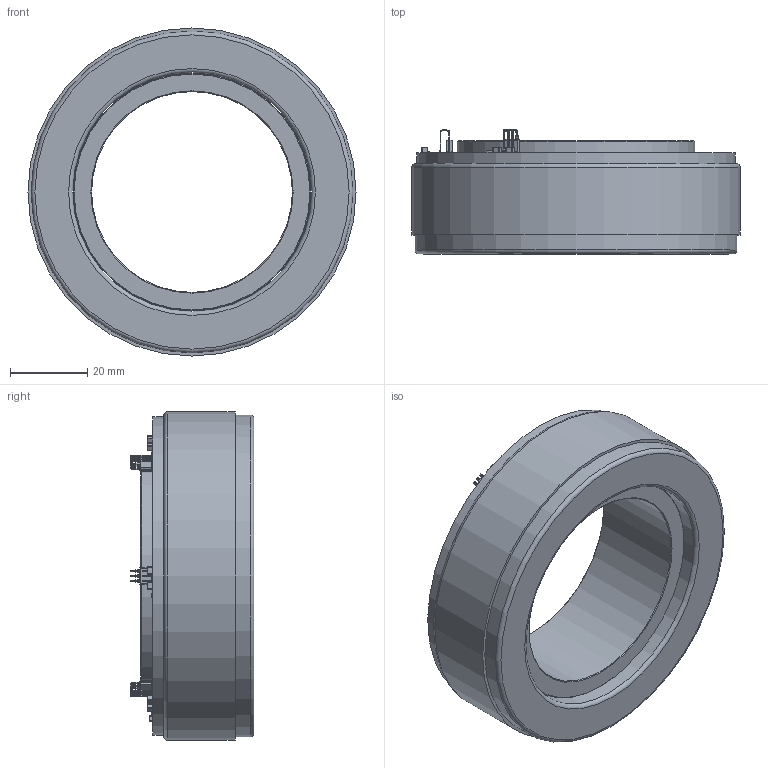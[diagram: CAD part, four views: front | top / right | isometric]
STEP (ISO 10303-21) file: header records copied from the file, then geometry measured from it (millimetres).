
FILE_DESCRIPTION(/* description */ (''),/* implementation_level */ '2;1');
FILE_NAME(/* name */ 'ATD 85x13.stp',/* time_stamp */ '2019-09-12T15:35:03+05:00',/* author */ ('KuvshinovDA'),/* organization */ (''),/* preprocessor_version */ 'ST-DEVELOPER v17',/* originating_system */ 'Autodesk Inventor 2019',/* authorisation */ '');
FILE_SCHEMA (('AUTOMOTIVE_DESIGN { 1 0 10303 214 3 1 1 }'));
Length unit declared in the file: millimetre
Products named in the file (25): ATD 85x13; ATD 8513_wh; ATD85-XX.SS.H.TS_3D; Board; R2; R5; DD1; WSON-6; R4; R3; R1; R0603; DA3; DA2; DA1; PG-SSO-3-2; C7; C0603; C6; C4; C3; C2; C1; C5; C0805
Assembly tree (35 placements, depth 4):
  ATD 85x13
    ATD 8513_wh
    ATD85-XX.SS.H.TS_3D
      Board
      R2
        R0603
      R5
        R0603
      DD1
        WSON-6
      R4
        R0603
      R3
        R0603
      R1
        R0603
      DA3
        PG-SSO-3-2
      DA2
        PG-SSO-3-2
      DA1
        PG-SSO-3-2
      C7
        C0603
      C6
        C0805
      C4
        C0805
      C3
        C0805
      C2
        C0805
      C1
        C0805
      C5
        C0805
Bounding box: 85 x 32.11 x 85 mm (x, y, z)
Volume: 88621.3 mm3; surface area: 32417.5 mm2
Topology: 19 solids, 19 shells, 1042 faces, 2869 edges, 1915 vertices
Faces by surface type: plane 827, cylinder 207, cone 4, torus 4
Full cylindrical faces by diameter (mm): 0.5 x1, 52 x1, 61.5 x1, 61.95 x1, 63 x1, 82.6 x1, 83.4 x1, 85 x1
Entity records: 11754 total; most frequent: CARTESIAN_POINT 1923, DIRECTION 1868, ORIENTED_EDGE 1832, EDGE_CURVE 916, LINE 752, VECTOR 752, VERTEX_POINT 613, AXIS2_PLACEMENT_3D 558
